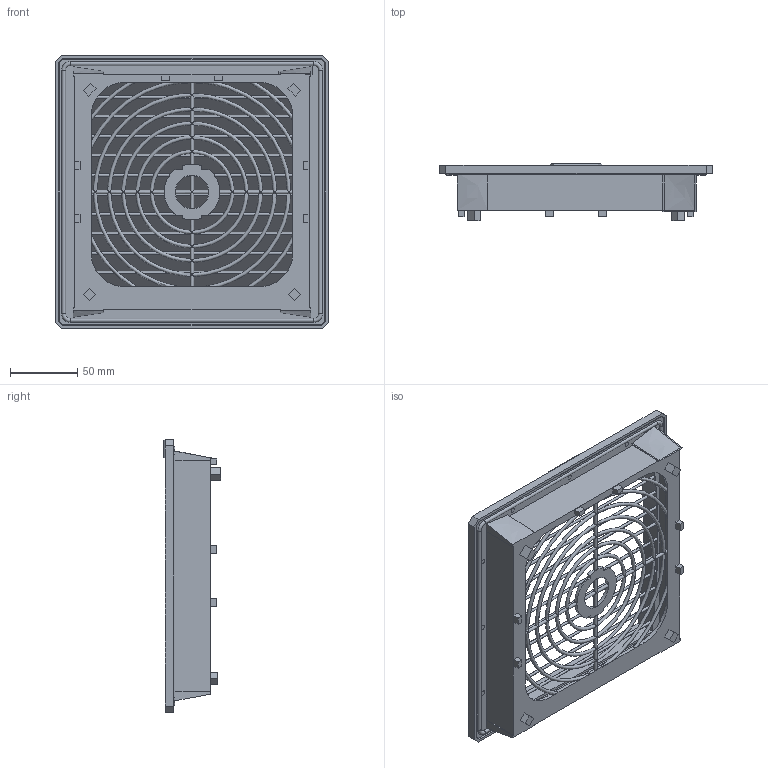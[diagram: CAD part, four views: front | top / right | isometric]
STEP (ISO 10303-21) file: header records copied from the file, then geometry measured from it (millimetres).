
FILE_DESCRIPTION (( 'STEP AP203' ), '1' );
FILE_NAME ('30164-972_PFA 30000_PDG.STEP', '2020-06-08T09:31:52', ( '' ), ( '' ), 'SwSTEP 2.0', 'SolidWorks 2018', '' );
FILE_SCHEMA (( 'CONFIG_CONTROL_DESIGN' ));
Length unit declared in the file: millimetre
Products named in the file (4): Logo Clip PFANNENBERG; cover PF3x; 30164-972_PFA 30000_PDG; housing PF3x
Assembly tree (3 placements, depth 2):
  30164-972_PFA 30000_PDG
    housing PF3x
    cover PF3x
    Logo Clip PFANNENBERG
Bounding box: 202.5 x 42.5 x 202.5 mm (x, y, z)
Volume: 145646.4 mm3; surface area: 228292.9 mm2
Topology: 2 solids, 4 shells, 1173 faces, 3188 edges, 2029 vertices
Faces by surface type: plane 649, cylinder 241, bspline 239, torus 30, cone 14
Full cylindrical faces by diameter (mm): 2 x2, 2.5 x27, 3.5 x12
Entity records: 50327 total; most frequent: CARTESIAN_POINT 22921, ORIENTED_EDGE 6184, DIRECTION 4454, EDGE_CURVE 3098, VERTEX_POINT 2020, VECTOR 1844, LINE 1844, EDGE_LOOP 1351
